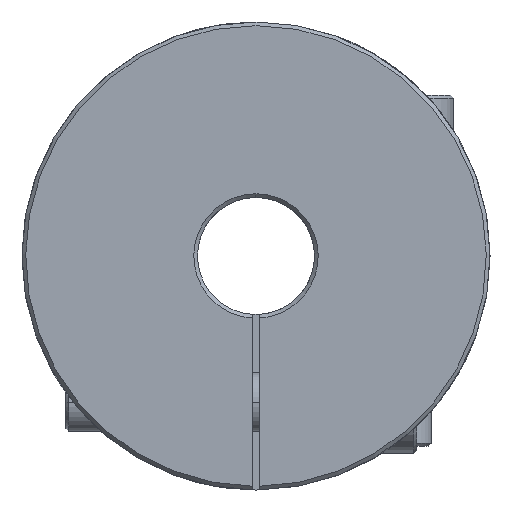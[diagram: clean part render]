
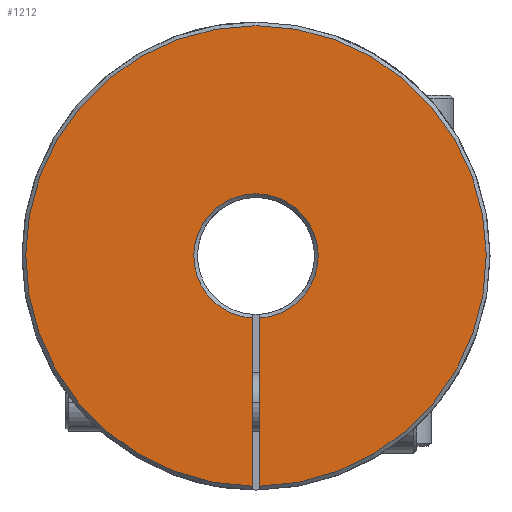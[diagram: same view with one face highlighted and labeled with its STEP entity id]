
A CAD part, left-side view. The second image highlights one B-rep face of the part: STEP entity #1212.
In plain terms, the highlighted planar face has unit normal (-1, 0, 0).
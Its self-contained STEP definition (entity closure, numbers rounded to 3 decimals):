
#308 = EDGE_CURVE ( 'NONE', #499, #498, #2341, .T. ) ;
#498 = VERTEX_POINT ( 'NONE', #3043 ) ;
#499 = VERTEX_POINT ( 'NONE', #3044 ) ;
#538 = VERTEX_POINT ( 'NONE', #3083 ) ;
#539 = VERTEX_POINT ( 'NONE', #3084 ) ;
#540 = VERTEX_POINT ( 'NONE', #3085 ) ;
#912 = CARTESIAN_POINT ( 'NONE',  ( -21.5, 0., 0. ) ) ;
#913 = DIRECTION ( 'NONE',  ( 1., 0., 0. ) ) ;
#914 = DIRECTION ( 'NONE',  ( 0., 0., -1. ) ) ;
#1212 = ADVANCED_FACE ( 'NONE', ( #3552 ), #3461, .F. ) ;
#1326 = EDGE_CURVE ( 'NONE', #498, #539, #3747, .T. ) ;
#1330 = EDGE_CURVE ( 'NONE', #540, #499, #3744, .T. ) ;
#1335 = EDGE_CURVE ( 'NONE', #538, #540, #3760, .T. ) ;
#1336 = EDGE_CURVE ( 'NONE', #538, #539, #3758, .T. ) ;
#1678 = ORIENTED_EDGE ( 'NONE', *, *, #1336, .F. ) ;
#1679 = ORIENTED_EDGE ( 'NONE', *, *, #1335, .T. ) ;
#1680 = ORIENTED_EDGE ( 'NONE', *, *, #1330, .T. ) ;
#1681 = ORIENTED_EDGE ( 'NONE', *, *, #308, .T. ) ;
#1682 = ORIENTED_EDGE ( 'NONE', *, *, #1326, .T. ) ;
#2084 = EDGE_LOOP ( 'NONE', ( #1678, #1679, #1680, #1681, #1682 ) ) ;
#2341 = CIRCLE ( 'NONE', #2545, 4.254 ) ;
#2545 = AXIS2_PLACEMENT_3D ( 'NONE', #912, #913, #914 ) ;
#2664 = AXIS2_PLACEMENT_3D ( 'NONE', #3457, #3464, #3465 ) ;
#2757 = AXIS2_PLACEMENT_3D ( 'NONE', #4150, #4196, #4197 ) ;
#2758 = AXIS2_PLACEMENT_3D ( 'NONE', #4216, #4221, #4222 ) ;
#3043 = CARTESIAN_POINT ( 'NONE',  ( -21.5, 0., 4.254 ) ) ;
#3044 = CARTESIAN_POINT ( 'NONE',  ( -21.5, 0.25, -4.247 ) ) ;
#3083 = CARTESIAN_POINT ( 'NONE',  ( -21.5, -0.25, -15.744 ) ) ;
#3084 = CARTESIAN_POINT ( 'NONE',  ( -21.5, -0.25, -4.247 ) ) ;
#3085 = CARTESIAN_POINT ( 'NONE',  ( -21.5, 0.25, -15.744 ) ) ;
#3457 = CARTESIAN_POINT ( 'NONE',  ( -21.5, 0., 0. ) ) ;
#3461 = PLANE ( 'NONE',  #2664 ) ;
#3464 = DIRECTION ( 'NONE',  ( 1., 0., 0. ) ) ;
#3465 = DIRECTION ( 'NONE',  ( 0., 0., -1. ) ) ;
#3552 = FACE_OUTER_BOUND ( 'NONE', #2084, .T. ) ;
#3744 = LINE ( 'NONE', #4207, #3750 ) ;
#3747 = CIRCLE ( 'NONE', #2757, 4.254 ) ;
#3750 = VECTOR ( 'NONE', #4208, 1000. ) ;
#3758 = LINE ( 'NONE', #4223, #3759 ) ;
#3759 = VECTOR ( 'NONE', #4224, 1000. ) ;
#3760 = CIRCLE ( 'NONE', #2758, 15.746 ) ;
#4150 = CARTESIAN_POINT ( 'NONE',  ( -21.5, 0., 0. ) ) ;
#4196 = DIRECTION ( 'NONE',  ( 1., 0., 0. ) ) ;
#4197 = DIRECTION ( 'NONE',  ( 0., 0., -1. ) ) ;
#4207 = CARTESIAN_POINT ( 'NONE',  ( -21.5, 0.25, -16. ) ) ;
#4208 = DIRECTION ( 'NONE',  ( 0., 0., 1. ) ) ;
#4216 = CARTESIAN_POINT ( 'NONE',  ( -21.5, 0., 0. ) ) ;
#4221 = DIRECTION ( 'NONE',  ( -1., 0., 0. ) ) ;
#4222 = DIRECTION ( 'NONE',  ( 0., 0., -1. ) ) ;
#4223 = CARTESIAN_POINT ( 'NONE',  ( -21.5, -0.25, -16. ) ) ;
#4224 = DIRECTION ( 'NONE',  ( 0., 0., 1. ) ) ;
